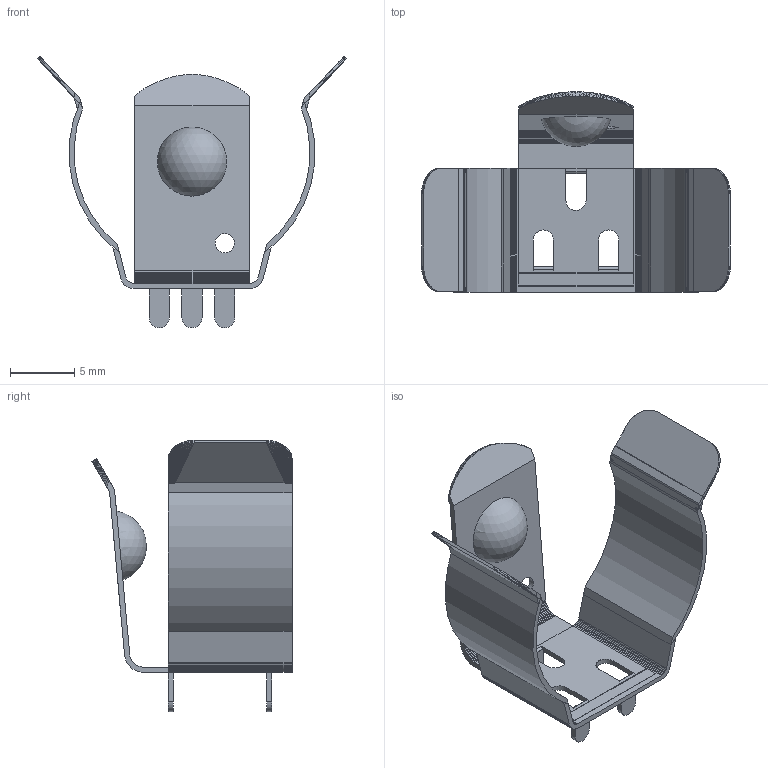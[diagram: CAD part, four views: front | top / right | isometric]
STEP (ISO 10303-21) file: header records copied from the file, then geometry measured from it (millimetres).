
FILE_DESCRIPTION(('FreeCAD Model'),'2;1');
FILE_NAME('Open CASCADE Shape Model','2023-11-07T09:26:32',('Author'),( ''),'Open CASCADE STEP processor 7.5','FreeCAD','Unknown');
FILE_SCHEMA(('AUTOMOTIVE_DESIGN { 1 0 10303 214 1 1 1 1 }'));
Length unit declared in the file: millimetre
Products named in the file (9): Keystone_54; difference; difference001; difference002 (Solid); difference003 (Solid); difference005 (Solid); Group006 (Solid); Group007 (Solid); Group008 (Solid)
Assembly tree (8 placements, depth 2):
  Keystone_54
    difference
    difference001
    difference002 (Solid)
    difference003 (Solid)
    difference005 (Solid)
    Group006 (Solid)
    Group007 (Solid)
    Group008 (Solid)
Bounding box: 23.96 x 15.52 x 21.05 mm (x, y, z)
Volume: 283.4 mm3; surface area: 1653.7 mm2
Topology: 11 solids, 11 shells, 693 faces, 1685 edges, 1016 vertices
Faces by surface type: plane 652, bspline 24, cylinder 15, sphere 2
Full cylindrical faces by diameter (mm): 1.5 x1
Entity records: 41404 total; most frequent: CARTESIAN_POINT 10874, DIRECTION 4323, ORIENTED_EDGE 3370, PCURVE 3370, DEFINITIONAL_REPRESENTATION 3370, LINE 2881, VECTOR 2881, B_SPLINE_CURVE_WITH_KNOTS 2110
